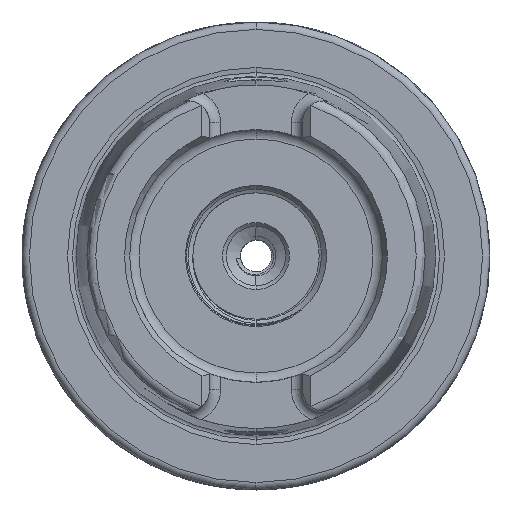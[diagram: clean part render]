
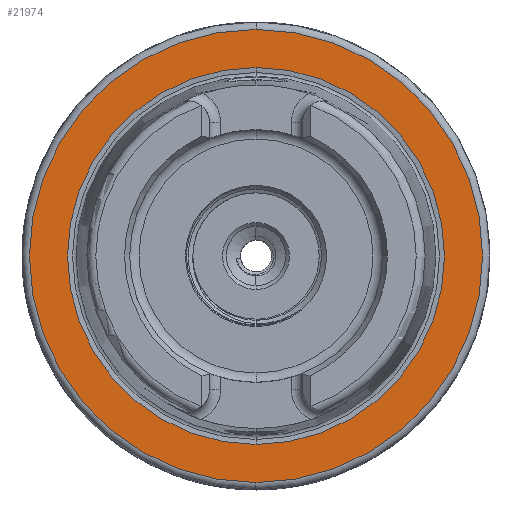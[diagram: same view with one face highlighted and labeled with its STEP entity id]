
A CAD part, left-side view. The second image highlights one B-rep face of the part: STEP entity #21974.
In plain terms, the highlighted planar face has unit normal (-1, 0, 0).
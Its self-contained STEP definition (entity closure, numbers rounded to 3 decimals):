
#234 = VERTEX_POINT ( 'NONE', #8802 ) ;
#418 = VERTEX_POINT ( 'NONE', #8873 ) ;
#487 = VERTEX_POINT ( 'NONE', #8934 ) ;
#3061 = CARTESIAN_POINT ( 'NONE',  ( 0., 0., -30.5 ) ) ;
#6917 = CARTESIAN_POINT ( 'NONE',  ( 0., 0., 0. ) ) ;
#6918 = DIRECTION ( 'NONE',  ( 0., 0., 1. ) ) ;
#6929 = DIRECTION ( 'NONE',  ( -1., 0., 0. ) ) ;
#7467 = EDGE_CURVE ( 'NONE', #22434, #234, #8280, .T. ) ;
#7484 = EDGE_CURVE ( 'NONE', #487, #418, #8246, .T. ) ;
#7560 = AXIS2_PLACEMENT_3D ( 'NONE', #9460, #9523, #9522 ) ;
#7578 = AXIS2_PLACEMENT_3D ( 'NONE', #9656, #9639, #9670 ) ;
#7955 = CIRCLE ( 'NONE', #16618, 30.5 ) ;
#8039 = CIRCLE ( 'NONE', #16453, 25.369 ) ;
#8246 = CIRCLE ( 'NONE', #7560, 25.369 ) ;
#8280 = CIRCLE ( 'NONE', #7578, 30.5 ) ;
#8802 = CARTESIAN_POINT ( 'NONE',  ( 0., 0., 30.5 ) ) ;
#8873 = CARTESIAN_POINT ( 'NONE',  ( 0., 0., 25.369 ) ) ;
#8934 = CARTESIAN_POINT ( 'NONE',  ( 0., 0., -25.369 ) ) ;
#9460 = CARTESIAN_POINT ( 'NONE',  ( 0., 0., 0. ) ) ;
#9522 = DIRECTION ( 'NONE',  ( 0., 0., -1. ) ) ;
#9523 = DIRECTION ( 'NONE',  ( 1., 0., 0. ) ) ;
#9639 = DIRECTION ( 'NONE',  ( -1., 0., 0. ) ) ;
#9656 = CARTESIAN_POINT ( 'NONE',  ( 0., 0., 0. ) ) ;
#9670 = DIRECTION ( 'NONE',  ( 0., 0., 1. ) ) ;
#10664 = DIRECTION ( 'NONE',  ( 0., 0., -1. ) ) ;
#10673 = CARTESIAN_POINT ( 'NONE',  ( 0., 0., 0. ) ) ;
#10682 = DIRECTION ( 'NONE',  ( 1., 0., 0. ) ) ;
#11808 = FACE_OUTER_BOUND ( 'NONE', #17881, .T. ) ;
#11811 = FACE_BOUND ( 'NONE', #17911, .T. ) ;
#12177 = DIRECTION ( 'NONE',  ( 0., 0., 1. ) ) ;
#12189 = PLANE ( 'NONE',  #16510 ) ;
#12208 = DIRECTION ( 'NONE',  ( -1., 0., 0. ) ) ;
#12212 = CARTESIAN_POINT ( 'NONE',  ( 0., 25.369, 0. ) ) ;
#16453 = AXIS2_PLACEMENT_3D ( 'NONE', #10673, #10682, #10664 ) ;
#16510 = AXIS2_PLACEMENT_3D ( 'NONE', #12212, #12208, #12177 ) ;
#16618 = AXIS2_PLACEMENT_3D ( 'NONE', #6917, #6929, #6918 ) ;
#17881 = EDGE_LOOP ( 'NONE', ( #20990, #21871 ) ) ;
#17911 = EDGE_LOOP ( 'NONE', ( #21758, #21761 ) ) ;
#20990 = ORIENTED_EDGE ( 'NONE', *, *, #21363, .T. ) ;
#21363 = EDGE_CURVE ( 'NONE', #234, #22434, #7955, .T. ) ;
#21466 = EDGE_CURVE ( 'NONE', #418, #487, #8039, .T. ) ;
#21758 = ORIENTED_EDGE ( 'NONE', *, *, #21466, .T. ) ;
#21761 = ORIENTED_EDGE ( 'NONE', *, *, #7484, .T. ) ;
#21871 = ORIENTED_EDGE ( 'NONE', *, *, #7467, .T. ) ;
#21974 = ADVANCED_FACE ( 'NONE', ( #11808, #11811 ), #12189, .T. ) ;
#22434 = VERTEX_POINT ( 'NONE', #3061 ) ;
